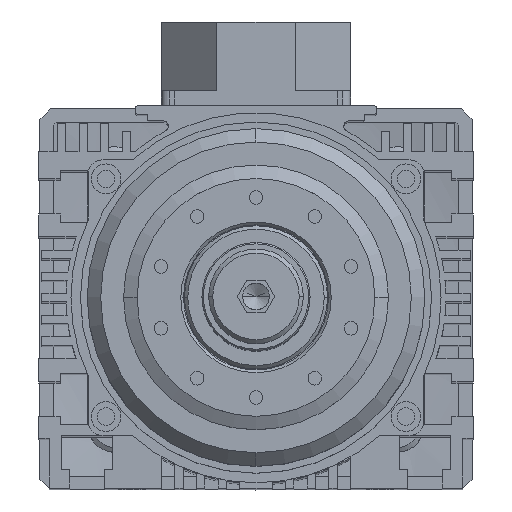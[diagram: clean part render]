
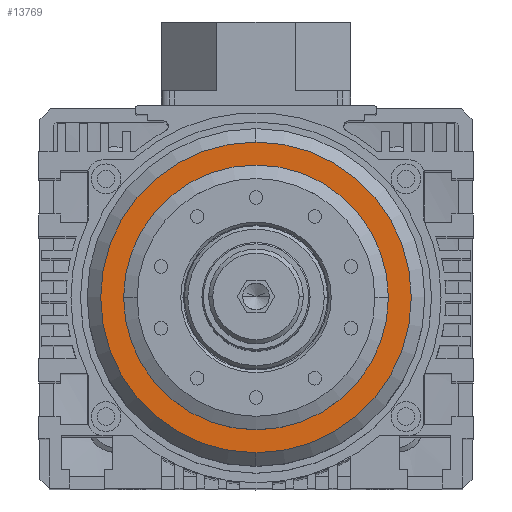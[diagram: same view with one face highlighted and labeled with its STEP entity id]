
A CAD part, top view. The second image highlights one B-rep face of the part: STEP entity #13769.
In plain terms, the highlighted face is planar.
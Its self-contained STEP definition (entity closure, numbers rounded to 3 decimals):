
#528 = CARTESIAN_POINT ( 'NONE',  ( 81., 0., -45. ) ) ;
#1423 = DIRECTION ( 'NONE',  ( 0., 0., 1. ) ) ;
#1718 = AXIS2_PLACEMENT_3D ( 'NONE', #15318, #10658, #1749 ) ;
#1722 = ORIENTED_EDGE ( 'NONE', *, *, #12277, .F. ) ;
#1749 = DIRECTION ( 'NONE',  ( 0., 0., 1. ) ) ;
#1833 = AXIS2_PLACEMENT_3D ( 'NONE', #7224, #11507, #6971 ) ;
#1840 = AXIS2_PLACEMENT_3D ( 'NONE', #9699, #13957, #5288 ) ;
#2930 = FACE_OUTER_BOUND ( 'NONE', #13181, .T. ) ;
#3090 = VERTEX_POINT ( 'NONE', #11545 ) ;
#3727 = EDGE_CURVE ( 'NONE', #8173, #4365, #17071, .T. ) ;
#4365 = VERTEX_POINT ( 'NONE', #17560 ) ;
#4501 = CARTESIAN_POINT ( 'NONE',  ( 81., 57.5, 0. ) ) ;
#4630 = DIRECTION ( 'NONE',  ( -1., 0., 0. ) ) ;
#4888 = CARTESIAN_POINT ( 'NONE',  ( 81., 0., 0. ) ) ;
#5288 = DIRECTION ( 'NONE',  ( 0., 0., 1. ) ) ;
#5729 = ORIENTED_EDGE ( 'NONE', *, *, #3727, .F. ) ;
#6300 = AXIS2_PLACEMENT_3D ( 'NONE', #4501, #4630, #1423 ) ;
#6817 = EDGE_LOOP ( 'NONE', ( #9577, #18152 ) ) ;
#6886 = FACE_BOUND ( 'NONE', #6817, .T. ) ;
#6971 = DIRECTION ( 'NONE',  ( 0., 0., 1. ) ) ;
#7224 = CARTESIAN_POINT ( 'NONE',  ( 81., 0., 0. ) ) ;
#7671 = CARTESIAN_POINT ( 'NONE',  ( 81., 0., -57.5 ) ) ;
#7780 = EDGE_CURVE ( 'NONE', #3090, #18817, #9228, .T. ) ;
#8173 = VERTEX_POINT ( 'NONE', #7671 ) ;
#8852 = PLANE ( 'NONE',  #6300 ) ;
#9228 = CIRCLE ( 'NONE', #1840, 45. ) ;
#9577 = ORIENTED_EDGE ( 'NONE', *, *, #7780, .T. ) ;
#9699 = CARTESIAN_POINT ( 'NONE',  ( 81., 0., 0. ) ) ;
#9959 = CIRCLE ( 'NONE', #18375, 57.5 ) ;
#10658 = DIRECTION ( 'NONE',  ( -1., 0., 0. ) ) ;
#11507 = DIRECTION ( 'NONE',  ( -1., 0., 0. ) ) ;
#11545 = CARTESIAN_POINT ( 'NONE',  ( 81., 0., 45. ) ) ;
#12200 = CIRCLE ( 'NONE', #1718, 45. ) ;
#12277 = EDGE_CURVE ( 'NONE', #4365, #8173, #9959, .T. ) ;
#13181 = EDGE_LOOP ( 'NONE', ( #1722, #5729 ) ) ;
#13769 = ADVANCED_FACE ( 'NONE', ( #2930, #6886 ), #8852, .F. ) ;
#13957 = DIRECTION ( 'NONE',  ( -1., 0., 0. ) ) ;
#14981 = EDGE_CURVE ( 'NONE', #18817, #3090, #12200, .T. ) ;
#15318 = CARTESIAN_POINT ( 'NONE',  ( 81., 0., 0. ) ) ;
#16784 = DIRECTION ( 'NONE',  ( -1., 0., 0. ) ) ;
#17071 = CIRCLE ( 'NONE', #1833, 57.5 ) ;
#17560 = CARTESIAN_POINT ( 'NONE',  ( 81., 0., 57.5 ) ) ;
#18152 = ORIENTED_EDGE ( 'NONE', *, *, #14981, .T. ) ;
#18280 = DIRECTION ( 'NONE',  ( 0., 0., 1. ) ) ;
#18375 = AXIS2_PLACEMENT_3D ( 'NONE', #4888, #16784, #18280 ) ;
#18817 = VERTEX_POINT ( 'NONE', #528 ) ;
